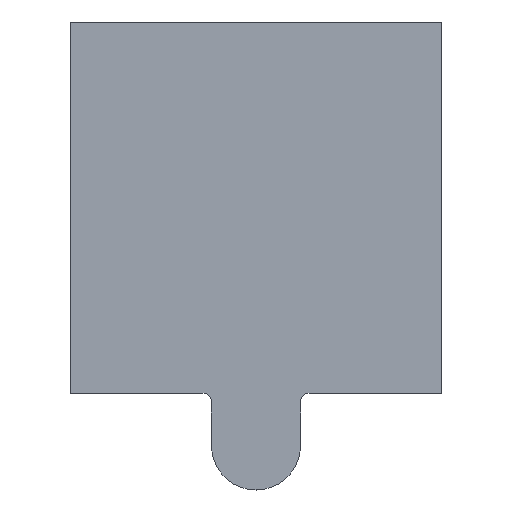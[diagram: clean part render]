
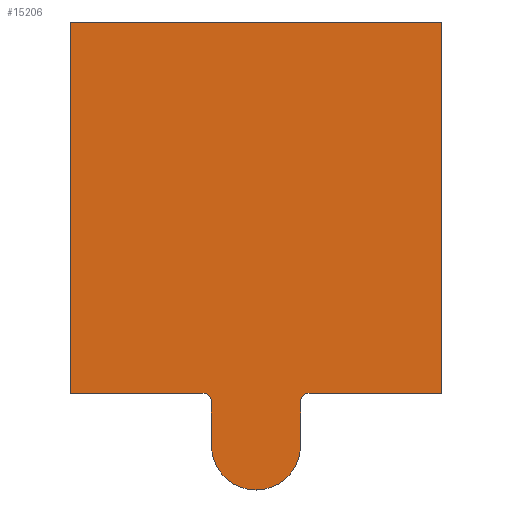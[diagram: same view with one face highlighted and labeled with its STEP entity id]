
A CAD part, top view. The second image highlights one B-rep face of the part: STEP entity #15206.
In plain terms, the highlighted planar face has unit normal (0, 0, 1).
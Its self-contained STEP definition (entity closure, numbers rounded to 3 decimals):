
#176 = LINE ( 'NONE', #371, #6782 ) ;
#231 = LINE ( 'NONE', #10873, #8365 ) ;
#371 = CARTESIAN_POINT ( 'NONE',  ( 3., -13., 0.34 ) ) ;
#695 = DIRECTION ( 'NONE',  ( -1., 0., 0. ) ) ;
#800 = CARTESIAN_POINT ( 'NONE',  ( -12.5, -12.5, 0.34 ) ) ;
#1081 = EDGE_CURVE ( 'NONE', #6973, #10625, #8414, .T. ) ;
#1170 = CARTESIAN_POINT ( 'NONE',  ( -3., -13., 0.34 ) ) ;
#1294 = VERTEX_POINT ( 'NONE', #1170 ) ;
#1644 = CARTESIAN_POINT ( 'NONE',  ( -3., -16., 0.34 ) ) ;
#2152 = CARTESIAN_POINT ( 'NONE',  ( -3.5, -12.5, 0.34 ) ) ;
#2251 = CARTESIAN_POINT ( 'NONE',  ( 3., -16., 0.34 ) ) ;
#2369 = PLANE ( 'NONE',  #19016 ) ;
#2379 = ORIENTED_EDGE ( 'NONE', *, *, #17760, .F. ) ;
#2401 = EDGE_CURVE ( 'NONE', #11349, #8855, #17309, .T. ) ;
#2859 = EDGE_CURVE ( 'NONE', #8855, #16594, #231, .T. ) ;
#3103 = CARTESIAN_POINT ( 'NONE',  ( -12.5, -12.5, 0.34 ) ) ;
#3396 = CARTESIAN_POINT ( 'NONE',  ( 0., -16., 0.34 ) ) ;
#3526 = DIRECTION ( 'NONE',  ( 0., 0., 1. ) ) ;
#3859 = DIRECTION ( 'NONE',  ( 1., 0., 0. ) ) ;
#4252 = ORIENTED_EDGE ( 'NONE', *, *, #2401, .F. ) ;
#4750 = DIRECTION ( 'NONE',  ( -1., 0., 0. ) ) ;
#5109 = CARTESIAN_POINT ( 'NONE',  ( -3.5, -13., 0.34 ) ) ;
#5892 = EDGE_CURVE ( 'NONE', #1294, #6973, #6361, .T. ) ;
#6101 = ORIENTED_EDGE ( 'NONE', *, *, #16737, .T. ) ;
#6361 = CIRCLE ( 'NONE', #13764, 0.5 ) ;
#6401 = CARTESIAN_POINT ( 'NONE',  ( -12.5, 12.5, 0.34 ) ) ;
#6782 = VECTOR ( 'NONE', #12348, 1000. ) ;
#6973 = VERTEX_POINT ( 'NONE', #13698 ) ;
#6981 = AXIS2_PLACEMENT_3D ( 'NONE', #17948, #10345, #7364 ) ;
#7364 = DIRECTION ( 'NONE',  ( -1., 0., 0. ) ) ;
#7643 = CARTESIAN_POINT ( 'NONE',  ( 3.5, -13., 0.34 ) ) ;
#7994 = CARTESIAN_POINT ( 'NONE',  ( 3., -13., 0.34 ) ) ;
#8365 = VECTOR ( 'NONE', #9057, 1000. ) ;
#8414 = LINE ( 'NONE', #2152, #15178 ) ;
#8755 = VECTOR ( 'NONE', #15769, 1000. ) ;
#8758 = VECTOR ( 'NONE', #18842, 1000. ) ;
#8855 = VERTEX_POINT ( 'NONE', #11964 ) ;
#8918 = CARTESIAN_POINT ( 'NONE',  ( 12.5, 12.5, 0.34 ) ) ;
#9057 = DIRECTION ( 'NONE',  ( -1., 0., 0. ) ) ;
#9182 = CIRCLE ( 'NONE', #6981, 0.5 ) ;
#9765 = ORIENTED_EDGE ( 'NONE', *, *, #2859, .F. ) ;
#10345 = DIRECTION ( 'NONE',  ( 0., 0., 1. ) ) ;
#10625 = VERTEX_POINT ( 'NONE', #3103 ) ;
#10873 = CARTESIAN_POINT ( 'NONE',  ( 12.5, -12.5, 0.34 ) ) ;
#10919 = ORIENTED_EDGE ( 'NONE', *, *, #11242, .F. ) ;
#11108 = EDGE_CURVE ( 'NONE', #16594, #17352, #9182, .T. ) ;
#11242 = EDGE_CURVE ( 'NONE', #10625, #15525, #14489, .T. ) ;
#11277 = ORIENTED_EDGE ( 'NONE', *, *, #13104, .F. ) ;
#11349 = VERTEX_POINT ( 'NONE', #8918 ) ;
#11817 = ORIENTED_EDGE ( 'NONE', *, *, #18174, .F. ) ;
#11964 = CARTESIAN_POINT ( 'NONE',  ( 12.5, -12.5, 0.34 ) ) ;
#12322 = ORIENTED_EDGE ( 'NONE', *, *, #1081, .F. ) ;
#12348 = DIRECTION ( 'NONE',  ( 0., -1., 0. ) ) ;
#12641 = ORIENTED_EDGE ( 'NONE', *, *, #11108, .F. ) ;
#12642 = CARTESIAN_POINT ( 'NONE',  ( 12.5, 12.5, 0.34 ) ) ;
#13080 = DIRECTION ( 'NONE',  ( 0., 1., 0. ) ) ;
#13104 = EDGE_CURVE ( 'NONE', #15525, #11349, #14672, .T. ) ;
#13278 = CIRCLE ( 'NONE', #18455, 3. ) ;
#13464 = ORIENTED_EDGE ( 'NONE', *, *, #5892, .F. ) ;
#13698 = CARTESIAN_POINT ( 'NONE',  ( -3.5, -12.5, 0.34 ) ) ;
#13764 = AXIS2_PLACEMENT_3D ( 'NONE', #5109, #3526, #15836 ) ;
#14163 = CARTESIAN_POINT ( 'NONE',  ( -3., -16., 0.34 ) ) ;
#14356 = VECTOR ( 'NONE', #13080, 1000. ) ;
#14386 = DIRECTION ( 'NONE',  ( 0., 0., 1. ) ) ;
#14489 = LINE ( 'NONE', #800, #14356 ) ;
#14672 = LINE ( 'NONE', #17818, #14926 ) ;
#14926 = VECTOR ( 'NONE', #3859, 1000. ) ;
#15178 = VECTOR ( 'NONE', #18845, 1000. ) ;
#15206 = ADVANCED_FACE ( 'NONE', ( #16109 ), #2369, .F. ) ;
#15525 = VERTEX_POINT ( 'NONE', #6401 ) ;
#15769 = DIRECTION ( 'NONE',  ( 0., -1., 0. ) ) ;
#15836 = DIRECTION ( 'NONE',  ( -1., 0., 0. ) ) ;
#16109 = FACE_OUTER_BOUND ( 'NONE', #16332, .T. ) ;
#16332 = EDGE_LOOP ( 'NONE', ( #12641, #9765, #4252, #11277, #10919, #12322, #13464, #2379, #6101, #11817 ) ) ;
#16594 = VERTEX_POINT ( 'NONE', #19785 ) ;
#16737 = EDGE_CURVE ( 'NONE', #18156, #17844, #13278, .T. ) ;
#17309 = LINE ( 'NONE', #12642, #8755 ) ;
#17352 = VERTEX_POINT ( 'NONE', #7994 ) ;
#17760 = EDGE_CURVE ( 'NONE', #18156, #1294, #18939, .T. ) ;
#17818 = CARTESIAN_POINT ( 'NONE',  ( -12.5, 12.5, 0.34 ) ) ;
#17844 = VERTEX_POINT ( 'NONE', #2251 ) ;
#17948 = CARTESIAN_POINT ( 'NONE',  ( 3.5, -13., 0.34 ) ) ;
#18156 = VERTEX_POINT ( 'NONE', #1644 ) ;
#18174 = EDGE_CURVE ( 'NONE', #17352, #17844, #176, .T. ) ;
#18455 = AXIS2_PLACEMENT_3D ( 'NONE', #3396, #14386, #695 ) ;
#18533 = DIRECTION ( 'NONE',  ( 0., 0., -1. ) ) ;
#18842 = DIRECTION ( 'NONE',  ( 0., 1., 0. ) ) ;
#18845 = DIRECTION ( 'NONE',  ( -1., 0., 0. ) ) ;
#18939 = LINE ( 'NONE', #14163, #8758 ) ;
#19016 = AXIS2_PLACEMENT_3D ( 'NONE', #7643, #18533, #4750 ) ;
#19785 = CARTESIAN_POINT ( 'NONE',  ( 3.5, -12.5, 0.34 ) ) ;
